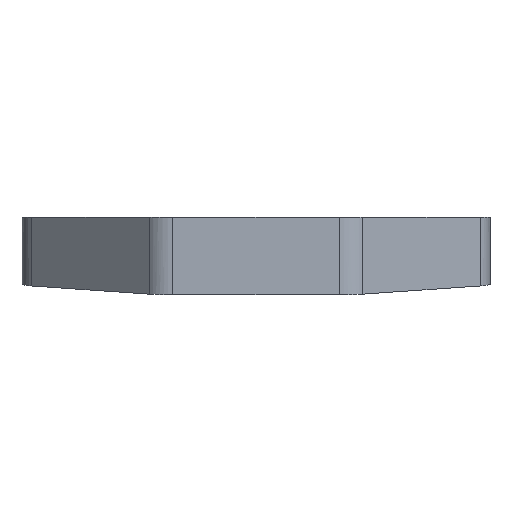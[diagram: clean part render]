
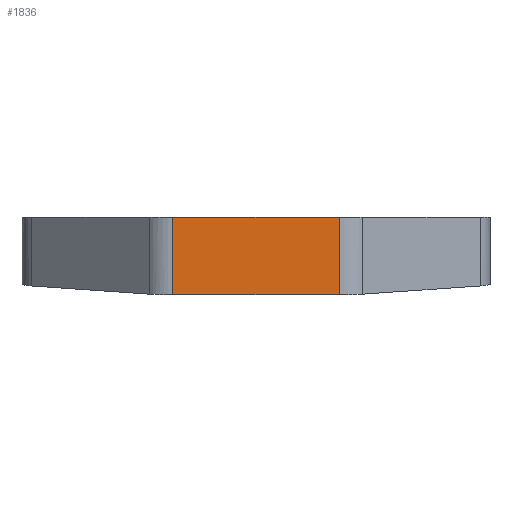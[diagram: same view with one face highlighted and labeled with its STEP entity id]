
A CAD part, front view. The second image highlights one B-rep face of the part: STEP entity #1836.
In plain terms, the highlighted planar face has unit normal (0, -1, 0).
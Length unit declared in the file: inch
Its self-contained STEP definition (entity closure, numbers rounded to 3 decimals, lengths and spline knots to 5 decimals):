
#461=DIRECTION('',(1.,0.,0.));
#462=VECTOR('',#461,2.5499);
#463=CARTESIAN_POINT('',(-1.27495,-3.578,-1.25));
#464=LINE('',#463,#462);
#465=DIRECTION('',(0.,0.,-1.));
#466=VECTOR('',#465,1.188);
#467=CARTESIAN_POINT('',(-1.27495,-3.578,-0.062));
#468=LINE('',#467,#466);
#469=DIRECTION('',(1.,0.,0.));
#470=VECTOR('',#469,2.5499);
#471=CARTESIAN_POINT('',(-1.27495,-3.578,-0.062));
#472=LINE('',#471,#470);
#473=DIRECTION('',(0.,0.,-1.));
#474=VECTOR('',#473,1.188);
#475=CARTESIAN_POINT('',(1.27495,-3.578,-0.062));
#476=LINE('',#475,#474);
#1296=CARTESIAN_POINT('',(-1.27495,-3.578,-0.062));
#1297=CARTESIAN_POINT('',(1.27495,-3.578,-0.062));
#1298=VERTEX_POINT('',#1296);
#1299=VERTEX_POINT('',#1297);
#1340=CARTESIAN_POINT('',(-1.27495,-3.578,-1.25));
#1341=CARTESIAN_POINT('',(1.27495,-3.578,-1.25));
#1342=VERTEX_POINT('',#1340);
#1343=VERTEX_POINT('',#1341);
#1824=CARTESIAN_POINT('',(-1.48206,-3.578,0.));
#1825=DIRECTION('',(0.,-1.,0.));
#1826=DIRECTION('',(1.,0.,0.));
#1827=AXIS2_PLACEMENT_3D('',#1824,#1825,#1826);
#1828=PLANE('',#1827);
#1829=ORIENTED_EDGE('',*,*,#1574,.F.);
#1831=ORIENTED_EDGE('',*,*,#1830,.F.);
#1832=ORIENTED_EDGE('',*,*,#1664,.T.);
#1833=ORIENTED_EDGE('',*,*,#1817,.T.);
#1834=EDGE_LOOP('',(#1829,#1831,#1832,#1833));
#1835=FACE_OUTER_BOUND('',#1834,.F.);
#1836=ADVANCED_FACE('',(#1835),#1828,.T.);
#1574=EDGE_CURVE('',#1342,#1343,#464,.T.);
#1664=EDGE_CURVE('',#1298,#1299,#472,.T.);
#1817=EDGE_CURVE('',#1299,#1343,#476,.T.);
#1830=EDGE_CURVE('',#1298,#1342,#468,.T.);
